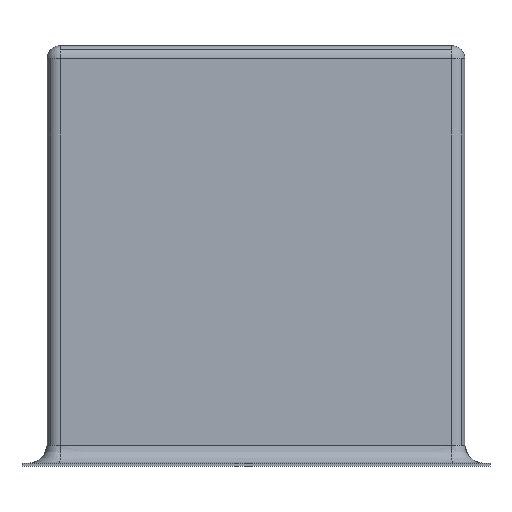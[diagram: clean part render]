
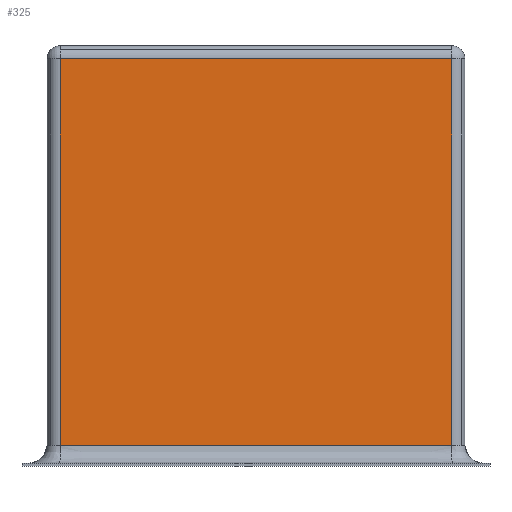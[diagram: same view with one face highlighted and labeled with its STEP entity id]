
A CAD part, left-side view. The second image highlights one B-rep face of the part: STEP entity #325.
In plain terms, the highlighted planar face has unit normal (-1, 0, 0).
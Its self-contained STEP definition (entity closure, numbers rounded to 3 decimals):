
#61 = CARTESIAN_POINT ( 'NONE',  ( -1.6, 1.17, 0.128 ) ) ;
#101 = CARTESIAN_POINT ( 'NONE',  ( -1.6, 1.17, 2.438 ) ) ;
#143 = CARTESIAN_POINT ( 'NONE',  ( -1.6, 1.17, 2.438 ) ) ;
#208 = DIRECTION ( 'NONE',  ( 0., -1., 0. ) ) ;
#209 = ORIENTED_EDGE ( 'NONE', *, *, #521, .T. ) ;
#301 = DIRECTION ( 'NONE',  ( 0., -1., 0. ) ) ;
#325 = ADVANCED_FACE ( 'NONE', ( #496 ), #1018, .T. ) ;
#431 = CARTESIAN_POINT ( 'NONE',  ( -1.6, 1.17, 0.128 ) ) ;
#476 = VECTOR ( 'NONE', #1880, 1000. ) ;
#496 = FACE_OUTER_BOUND ( 'NONE', #2025, .T. ) ;
#500 = LINE ( 'NONE', #101, #968 ) ;
#521 = EDGE_CURVE ( 'NONE', #996, #1918, #2243, .T. ) ;
#590 = LINE ( 'NONE', #61, #476 ) ;
#657 = CARTESIAN_POINT ( 'NONE',  ( -1.6, -1.17, 0.128 ) ) ;
#683 = VERTEX_POINT ( 'NONE', #143 ) ;
#807 = AXIS2_PLACEMENT_3D ( 'NONE', #1902, #2307, #1213 ) ;
#832 = CARTESIAN_POINT ( 'NONE',  ( -1.6, -1.17, 0.128 ) ) ;
#866 = DIRECTION ( 'NONE',  ( 0., 0., 1. ) ) ;
#968 = VECTOR ( 'NONE', #301, 1000. ) ;
#976 = CARTESIAN_POINT ( 'NONE',  ( -1.6, -1.17, 2.438 ) ) ;
#996 = VERTEX_POINT ( 'NONE', #431 ) ;
#1000 = ORIENTED_EDGE ( 'NONE', *, *, #2301, .T. ) ;
#1018 = PLANE ( 'NONE',  #807 ) ;
#1206 = EDGE_CURVE ( 'NONE', #996, #683, #590, .T. ) ;
#1213 = DIRECTION ( 'NONE',  ( 0., 0., 1. ) ) ;
#1277 = VECTOR ( 'NONE', #208, 1000. ) ;
#1518 = CARTESIAN_POINT ( 'NONE',  ( -1.6, 1.17, 0.128 ) ) ;
#1880 = DIRECTION ( 'NONE',  ( 0., 0., 1. ) ) ;
#1902 = CARTESIAN_POINT ( 'NONE',  ( -1.6, 0., 0.017 ) ) ;
#1918 = VERTEX_POINT ( 'NONE', #832 ) ;
#1965 = LINE ( 'NONE', #657, #2064 ) ;
#2025 = EDGE_LOOP ( 'NONE', ( #1000, #2233, #2335, #209 ) ) ;
#2064 = VECTOR ( 'NONE', #866, 1000. ) ;
#2170 = VERTEX_POINT ( 'NONE', #976 ) ;
#2233 = ORIENTED_EDGE ( 'NONE', *, *, #2311, .F. ) ;
#2243 = LINE ( 'NONE', #1518, #1277 ) ;
#2301 = EDGE_CURVE ( 'NONE', #1918, #2170, #1965, .T. ) ;
#2307 = DIRECTION ( 'NONE',  ( -1., 0., 0. ) ) ;
#2311 = EDGE_CURVE ( 'NONE', #683, #2170, #500, .T. ) ;
#2335 = ORIENTED_EDGE ( 'NONE', *, *, #1206, .F. ) ;
